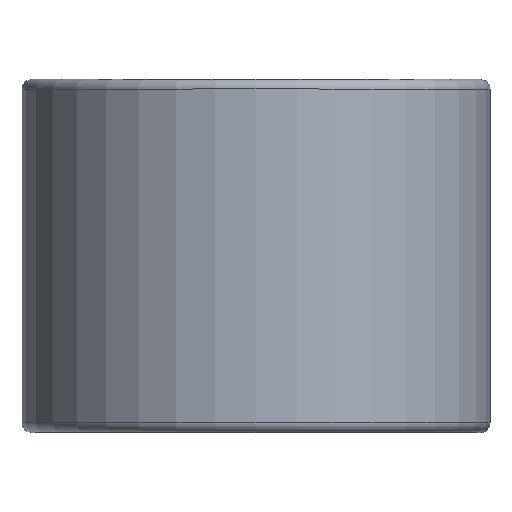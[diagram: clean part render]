
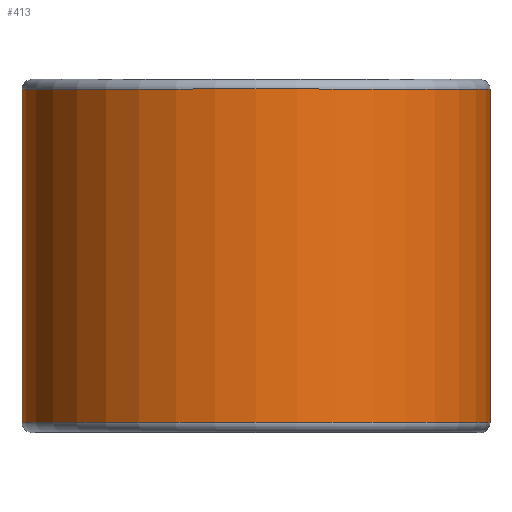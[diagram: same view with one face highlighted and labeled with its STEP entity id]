
A CAD part, top view. The second image highlights one B-rep face of the part: STEP entity #413.
In plain terms, the highlighted cylindrical face has radius 17.882 mm (diameter 35.763 mm), a partial arc.
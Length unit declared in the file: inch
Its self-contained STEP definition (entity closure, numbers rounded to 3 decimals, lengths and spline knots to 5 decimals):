
#31 = CARTESIAN_POINT ( 'NONE',  ( 0., -0.50125, 0. ) ) ;
#37 = DIRECTION ( 'NONE',  ( 0., -1., 0. ) ) ;
#92 = DIRECTION ( 'NONE',  ( 0., 0., -1. ) ) ;
#176 = VERTEX_POINT ( 'NONE', #1524 ) ;
#178 = EDGE_LOOP ( 'NONE', ( #1873, #1459, #687, #2032 ) ) ;
#198 = EDGE_CURVE ( 'NONE', #176, #2436, #2292, .T. ) ;
#226 = EDGE_CURVE ( 'NONE', #176, #1949, #1759, .T. ) ;
#234 = EDGE_CURVE ( 'NONE', #1949, #2317, #267, .T. ) ;
#262 = AXIS2_PLACEMENT_3D ( 'NONE', #31, #37, #92 ) ;
#267 = CIRCLE ( 'NONE', #920, 0.704 ) ;
#339 = CARTESIAN_POINT ( 'NONE',  ( 0.704, 0.50125, 0. ) ) ;
#350 = DIRECTION ( 'NONE',  ( 0., 0., -1. ) ) ;
#379 = CARTESIAN_POINT ( 'NONE',  ( 0., 0.5, 0. ) ) ;
#413 = ADVANCED_FACE ( 'NONE', ( #1099 ), #951, .T. ) ;
#639 = CARTESIAN_POINT ( 'NONE',  ( 0., 0.50125, -0.704 ) ) ;
#675 = CARTESIAN_POINT ( 'NONE',  ( 0., -0.50125, -0.704 ) ) ;
#687 = ORIENTED_EDGE ( 'NONE', *, *, #1552, .F. ) ;
#736 = DIRECTION ( 'NONE',  ( 0., -1., 0. ) ) ;
#920 = AXIS2_PLACEMENT_3D ( 'NONE', #1448, #1540, #1556 ) ;
#944 = DIRECTION ( 'NONE',  ( 0., 1., 0. ) ) ;
#951 = CYLINDRICAL_SURFACE ( 'NONE', #2410, 0.704 ) ;
#952 = CARTESIAN_POINT ( 'NONE',  ( 0.704, 0.50125, 0. ) ) ;
#961 = DIRECTION ( 'NONE',  ( 0., 1., 0. ) ) ;
#1099 = FACE_OUTER_BOUND ( 'NONE', #178, .T. ) ;
#1448 = CARTESIAN_POINT ( 'NONE',  ( 0., 0.50125, 0. ) ) ;
#1459 = ORIENTED_EDGE ( 'NONE', *, *, #234, .T. ) ;
#1524 = CARTESIAN_POINT ( 'NONE',  ( 0.704, -0.50125, 0. ) ) ;
#1540 = DIRECTION ( 'NONE',  ( 0., -1., 0. ) ) ;
#1552 = EDGE_CURVE ( 'NONE', #2436, #2317, #2361, .T. ) ;
#1556 = DIRECTION ( 'NONE',  ( 0., 0., -1. ) ) ;
#1759 = LINE ( 'NONE', #952, #2442 ) ;
#1873 = ORIENTED_EDGE ( 'NONE', *, *, #226, .T. ) ;
#1949 = VERTEX_POINT ( 'NONE', #339 ) ;
#2032 = ORIENTED_EDGE ( 'NONE', *, *, #198, .F. ) ;
#2121 = CARTESIAN_POINT ( 'NONE',  ( 0., 0.50125, -0.704 ) ) ;
#2292 = CIRCLE ( 'NONE', #262, 0.704 ) ;
#2303 = VECTOR ( 'NONE', #944, 39.37008 ) ;
#2317 = VERTEX_POINT ( 'NONE', #639 ) ;
#2361 = LINE ( 'NONE', #2121, #2303 ) ;
#2410 = AXIS2_PLACEMENT_3D ( 'NONE', #379, #736, #350 ) ;
#2436 = VERTEX_POINT ( 'NONE', #675 ) ;
#2442 = VECTOR ( 'NONE', #961, 39.37008 ) ;
